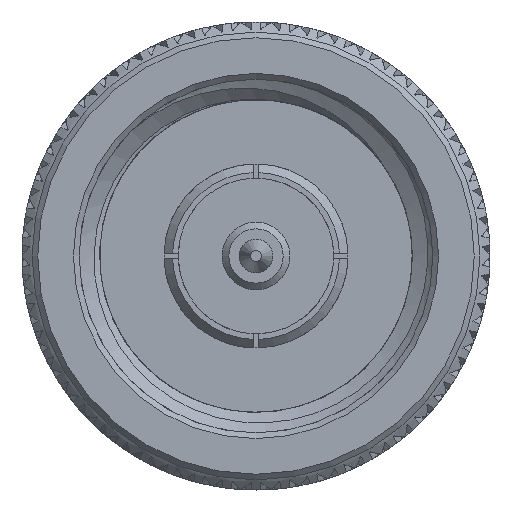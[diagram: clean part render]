
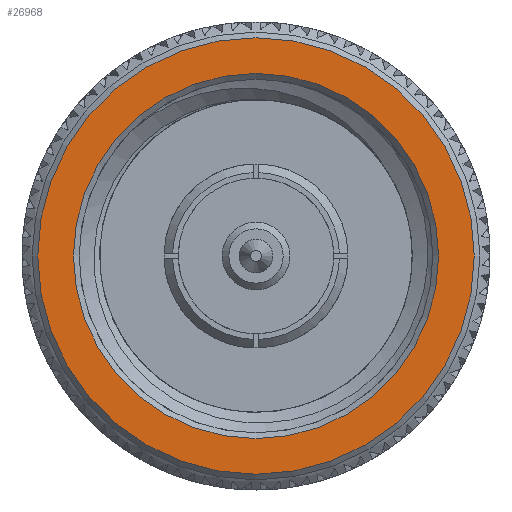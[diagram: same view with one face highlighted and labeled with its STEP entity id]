
A CAD part, left-side view. The second image highlights one B-rep face of the part: STEP entity #26968.
In plain terms, the highlighted planar face has unit normal (-1, 0, 0).
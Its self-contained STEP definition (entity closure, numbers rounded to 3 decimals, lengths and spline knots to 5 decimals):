
#3040 = CARTESIAN_POINT ( 'NONE',  ( 0., 0., 0. ) ) ;
#10288 = DIRECTION ( 'NONE',  ( 0., 0., 1. ) ) ;
#17406 = ORIENTED_EDGE ( 'NONE', *, *, #32853, .T. ) ;
#18360 = FACE_BOUND ( 'NONE', #92907, .T. ) ;
#26968 = ADVANCED_FACE ( 'NONE', ( #47620, #18360 ), #103002, .T. ) ;
#31211 = DIRECTION ( 'NONE',  ( -1., 0., 0. ) ) ;
#31820 = CIRCLE ( 'NONE', #46438, 0.38559 ) ;
#32853 = EDGE_CURVE ( 'NONE', #36722, #36722, #118470, .T. ) ;
#32991 = AXIS2_PLACEMENT_3D ( 'NONE', #47058, #47471, #10288 ) ;
#36722 = VERTEX_POINT ( 'NONE', #55021 ) ;
#38623 = ORIENTED_EDGE ( 'NONE', *, *, #85632, .T. ) ;
#40202 = DIRECTION ( 'NONE',  ( 0., -1., 0. ) ) ;
#46438 = AXIS2_PLACEMENT_3D ( 'NONE', #86350, #31211, #96102 ) ;
#47058 = CARTESIAN_POINT ( 'NONE',  ( 0., 0., 0. ) ) ;
#47471 = DIRECTION ( 'NONE',  ( -1., 0., 0. ) ) ;
#47620 = FACE_OUTER_BOUND ( 'NONE', #78907, .T. ) ;
#55021 = CARTESIAN_POINT ( 'NONE',  ( 0., -0.3225, 0. ) ) ;
#74622 = VERTEX_POINT ( 'NONE', #94159 ) ;
#78907 = EDGE_LOOP ( 'NONE', ( #38623 ) ) ;
#85632 = EDGE_CURVE ( 'NONE', #74622, #74622, #31820, .T. ) ;
#86350 = CARTESIAN_POINT ( 'NONE',  ( 0., 0., 0. ) ) ;
#86711 = DIRECTION ( 'NONE',  ( 1., 0., 0. ) ) ;
#92907 = EDGE_LOOP ( 'NONE', ( #17406 ) ) ;
#94159 = CARTESIAN_POINT ( 'NONE',  ( 0., 0., 0.38559 ) ) ;
#96102 = DIRECTION ( 'NONE',  ( 0., 0., 1. ) ) ;
#103002 = PLANE ( 'NONE',  #32991 ) ;
#104137 = AXIS2_PLACEMENT_3D ( 'NONE', #3040, #86711, #40202 ) ;
#118470 = CIRCLE ( 'NONE', #104137, 0.3225 ) ;
